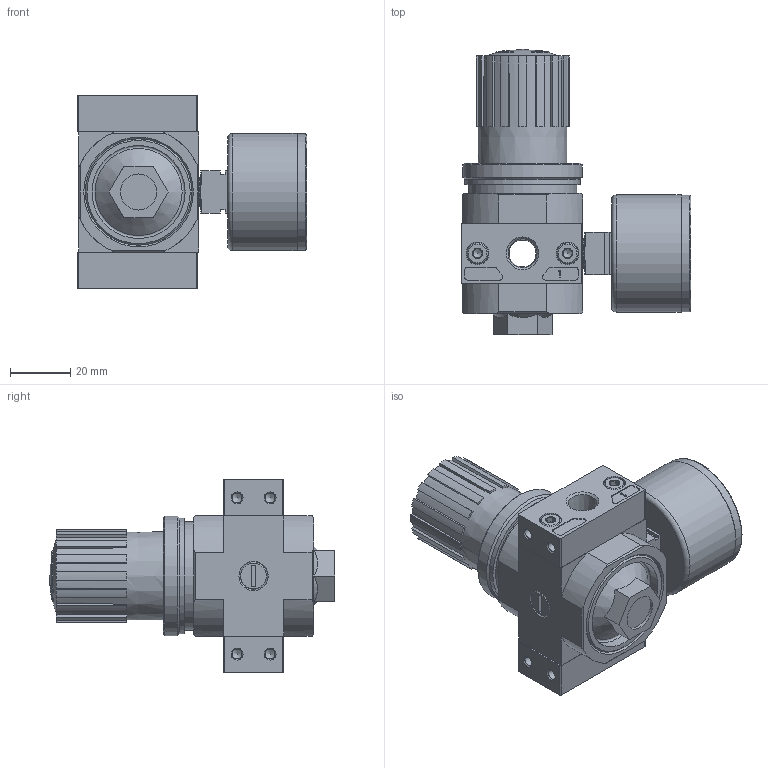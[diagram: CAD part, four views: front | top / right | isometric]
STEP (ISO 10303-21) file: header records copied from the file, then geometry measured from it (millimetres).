
FILE_DESCRIPTION(/* description */ ('STEP AP214'),/* implementation_level */ '2;1');
FILE_NAME(/* name */ '173646_LR-1_8-D-7-MINI-NPT',/* time_stamp */ '2024-09-04T20:46:16+02:00',/* author */ ('License CC BY-ND 4.0'),/* organization */ ('CADENAS'),/* preprocessor_version */ 'ST-DEVELOPER v19.3',/* originating_system */ 'PARTsolutions',/* authorisation */ ' ');
FILE_SCHEMA (('AUTOMOTIVE_DESIGN {1 0 10303 214 3 1 1}'));
Length unit declared in the file: millimetre
Products named in the file (8): 173646 LR-1/8-D-7-MINI-NPT---(0); 127301 LR-D-7-MINI--(0); 398011 LRVS-D-MINI; 679798 PBL-1/8-D-MINI-R-NPT--P1; DIN-912 - M4x16(F); 679797 PBL-1/8-D-MINI-L-NPT--P1; 8003636 PAGN-40-10-G18; 373845 LR-MINI
Assembly tree (10 placements, depth 2):
  173646 LR-1/8-D-7-MINI-NPT---(0)
    127301 LR-D-7-MINI--(0)
    398011 LRVS-D-MINI
    679798 PBL-1/8-D-MINI-R-NPT--P1
    DIN-912 - M4x16(F)  x4
    679797 PBL-1/8-D-MINI-L-NPT--P1
    8003636 PAGN-40-10-G18
    373845 LR-MINI
Bounding box: 76.4 x 95 x 64 mm (x, y, z)
Volume: 142483.1 mm3; surface area: 36577.9 mm2
Topology: 10 solids, 10 shells, 469 faces, 1104 edges, 692 vertices
Faces by surface type: plane 261, cylinder 106, cone 89, torus 8, sphere 5
Full cylindrical faces by diameter (mm): 3.242 x8, 4 x4, 4.3 x1, 6.2 x1, 6.9 x1, 7 x4, 8.2 x1, 8.4 x1, 8.566 x2, 9.728 x2, 11 x1, 12 x1, 12.2 x2, 15.7 x1, 15.8 x1, 24.9 x1, 26.9 x1, 31 x1, 33.9 x1, 34.376 x1, 36 x1, 38.5 x1, 38.7 x1, 39 x1, 39.8 x1
Entity records: 12466 total; most frequent: CARTESIAN_POINT 2023, DIRECTION 1958, ORIENTED_EDGE 1672, EDGE_CURVE 836, AXIS2_PLACEMENT_3D 772, VERTEX_POINT 603, FACE_BOUND 543, EDGE_LOOP 534
